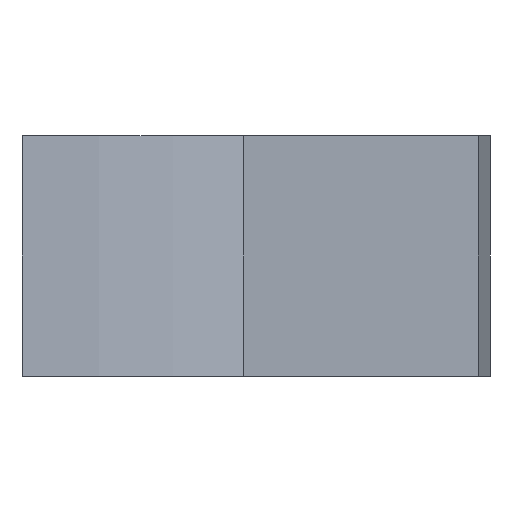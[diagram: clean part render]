
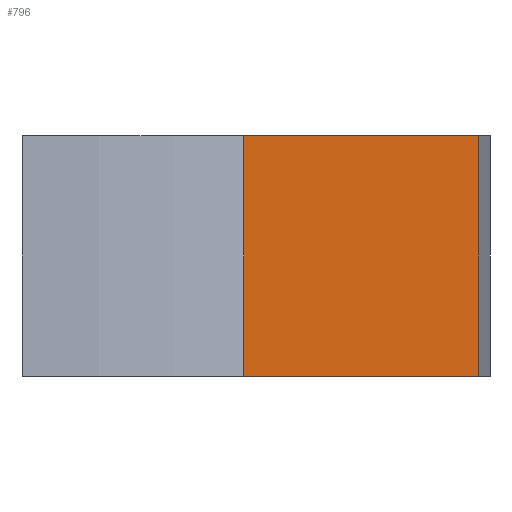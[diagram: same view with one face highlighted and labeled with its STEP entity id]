
A CAD part, front view. The second image highlights one B-rep face of the part: STEP entity #796.
In plain terms, the highlighted planar face has unit normal (0, -1, 0).
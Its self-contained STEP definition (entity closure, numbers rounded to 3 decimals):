
#185 = EDGE_LOOP ( 'NONE', ( #4327, #5576, #1935, #4377 ) ) ;
#243 = EDGE_CURVE ( 'NONE', #349, #5946, #4944, .T. ) ;
#349 = VERTEX_POINT ( 'NONE', #2420 ) ;
#635 = AXIS2_PLACEMENT_3D ( 'NONE', #5600, #6732, #2863 ) ;
#796 = ADVANCED_FACE ( 'NONE', ( #4506 ), #1669, .F. ) ;
#1413 = VECTOR ( 'NONE', #6974, 1000. ) ;
#1669 = PLANE ( 'NONE',  #635 ) ;
#1805 = CARTESIAN_POINT ( 'NONE',  ( 24.606, -6., 0.177 ) ) ;
#1935 = ORIENTED_EDGE ( 'NONE', *, *, #2628, .F. ) ;
#2420 = CARTESIAN_POINT ( 'NONE',  ( 24.606, -6., 0.886 ) ) ;
#2628 = EDGE_CURVE ( 'NONE', #5946, #6400, #2644, .T. ) ;
#2644 = LINE ( 'NONE', #4809, #6838 ) ;
#2852 = CARTESIAN_POINT ( 'NONE',  ( -0.076, -6., 0.886 ) ) ;
#2863 = DIRECTION ( 'NONE',  ( -1., 0., 0. ) ) ;
#3735 = VERTEX_POINT ( 'NONE', #3992 ) ;
#3780 = DIRECTION ( 'NONE',  ( -1., 0., 0. ) ) ;
#3975 = EDGE_CURVE ( 'NONE', #3735, #6400, #5298, .T. ) ;
#3992 = CARTESIAN_POINT ( 'NONE',  ( 24.606, -6., 13.886 ) ) ;
#4003 = DIRECTION ( 'NONE',  ( 0., 0., 1. ) ) ;
#4327 = ORIENTED_EDGE ( 'NONE', *, *, #7002, .T. ) ;
#4377 = ORIENTED_EDGE ( 'NONE', *, *, #243, .F. ) ;
#4506 = FACE_OUTER_BOUND ( 'NONE', #185, .T. ) ;
#4809 = CARTESIAN_POINT ( 'NONE',  ( 11.924, -6., 0.177 ) ) ;
#4944 = LINE ( 'NONE', #2852, #6060 ) ;
#4951 = CARTESIAN_POINT ( 'NONE',  ( 11.924, -6., 13.886 ) ) ;
#5037 = CARTESIAN_POINT ( 'NONE',  ( 11.924, -6., 0.886 ) ) ;
#5231 = CARTESIAN_POINT ( 'NONE',  ( 11.924, -6., 13.886 ) ) ;
#5298 = LINE ( 'NONE', #5231, #1413 ) ;
#5367 = VECTOR ( 'NONE', #4003, 1000. ) ;
#5576 = ORIENTED_EDGE ( 'NONE', *, *, #3975, .T. ) ;
#5600 = CARTESIAN_POINT ( 'NONE',  ( 11.924, -6., 0.177 ) ) ;
#5946 = VERTEX_POINT ( 'NONE', #5037 ) ;
#6060 = VECTOR ( 'NONE', #3780, 1000. ) ;
#6400 = VERTEX_POINT ( 'NONE', #4951 ) ;
#6732 = DIRECTION ( 'NONE',  ( 0., 1., 0. ) ) ;
#6771 = LINE ( 'NONE', #1805, #5367 ) ;
#6838 = VECTOR ( 'NONE', #7028, 1000. ) ;
#6974 = DIRECTION ( 'NONE',  ( -1., 0., 0. ) ) ;
#7002 = EDGE_CURVE ( 'NONE', #349, #3735, #6771, .T. ) ;
#7028 = DIRECTION ( 'NONE',  ( 0., 0., 1. ) ) ;
